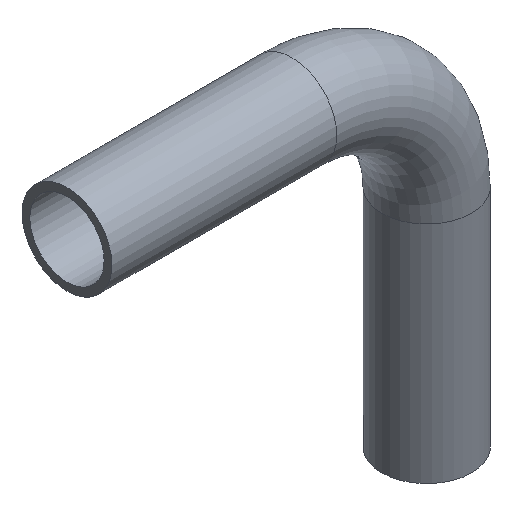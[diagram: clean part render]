
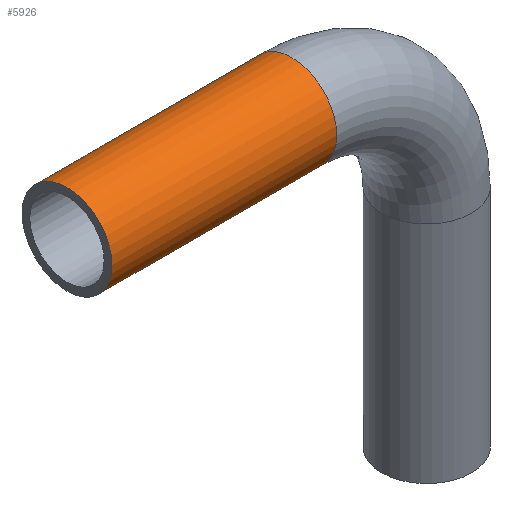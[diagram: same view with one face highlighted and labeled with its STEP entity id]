
A CAD part, isometric view. The second image highlights one B-rep face of the part: STEP entity #5926.
In plain terms, the highlighted cylindrical face has radius 9.525 mm (diameter 19.05 mm), a full revolution.
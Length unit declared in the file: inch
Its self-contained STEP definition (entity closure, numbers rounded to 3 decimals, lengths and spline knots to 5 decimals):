
#65=FACE_BOUND('',#1047,.T.);
#686=FACE_OUTER_BOUND('',#1046,.T.);
#1046=EDGE_LOOP('',(#5539));
#1047=EDGE_LOOP('',(#5540));
#1172=CIRCLE('',#6217,0.375);
#1173=CIRCLE('',#6218,0.375);
#2902=VERTEX_POINT('',#13431);
#2903=VERTEX_POINT('',#13433);
#3783=EDGE_CURVE('',#2902,#2902,#1172,.T.);
#3784=EDGE_CURVE('',#2903,#2903,#1173,.T.);
#5539=ORIENTED_EDGE('',*,*,#3783,.T.);
#5540=ORIENTED_EDGE('',*,*,#3784,.F.);
#5579=CYLINDRICAL_SURFACE('',#6216,0.375);
#5926=ADVANCED_FACE('',(#686,#65),#5579,.T.);
#6216=AXIS2_PLACEMENT_3D('',#13430,#7185,#7186);
#6217=AXIS2_PLACEMENT_3D('',#13432,#7187,#7188);
#6218=AXIS2_PLACEMENT_3D('',#13434,#7189,#7190);
#7185=DIRECTION('center_axis',(-1.,0.,0.));
#7186=DIRECTION('ref_axis',(0.,0.,
-1.));
#7187=DIRECTION('center_axis',(1.,0.,0.));
#7188=DIRECTION('ref_axis',(0.,0.,-1.));
#7189=DIRECTION('center_axis',(1.,0.,0.));
#7190=DIRECTION('ref_axis',(0.,0.,
-1.));
#13430=CARTESIAN_POINT('Origin',(-1.125,0.,1.125));
#13431=CARTESIAN_POINT('',(-3.,0.,1.5));
#13432=CARTESIAN_POINT('Origin',(-3.,0.,1.125));
#13433=CARTESIAN_POINT('',(-1.125,0.,1.5));
#13434=CARTESIAN_POINT('Origin',(-1.125,0.,1.125));
